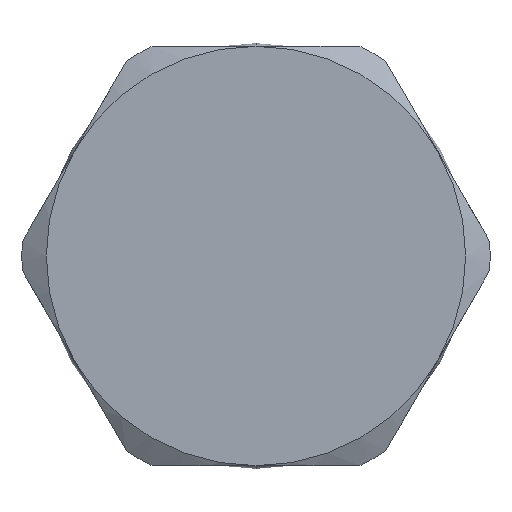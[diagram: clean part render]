
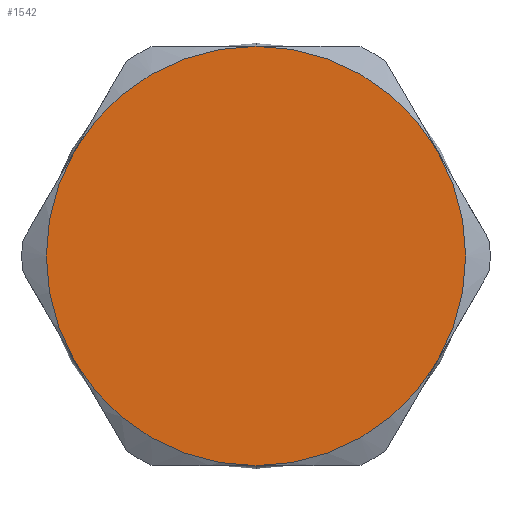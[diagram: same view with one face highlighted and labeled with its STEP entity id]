
A CAD part, left-side view. The second image highlights one B-rep face of the part: STEP entity #1542.
In plain terms, the highlighted planar face has unit normal (-1, 0, 0).
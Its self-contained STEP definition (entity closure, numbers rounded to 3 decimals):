
#10 = EDGE_CURVE ( 'NONE', #5007, #5471, #3161, .T. ) ;
#133 = AXIS2_PLACEMENT_3D ( 'NONE', #7356, #7344, #7327 ) ;
#254 = AXIS2_PLACEMENT_3D ( 'NONE', #4767, #4768, #4769 ) ;
#1542 = ADVANCED_FACE ( 'NONE', ( #7032 ), #6368, .F. ) ;
#2071 = CARTESIAN_POINT ( 'NONE',  ( 0., 9.622, 5.555 ) ) ;
#2077 = CARTESIAN_POINT ( 'NONE',  ( 0., -9.622, -5.555 ) ) ;
#2164 = CARTESIAN_POINT ( 'NONE',  ( 0., -9.622, 5.555 ) ) ;
#2226 = CARTESIAN_POINT ( 'NONE',  ( 0., 9.622, -5.555 ) ) ;
#2234 = CARTESIAN_POINT ( 'NONE',  ( 0., 0., -11.11 ) ) ;
#2314 = CARTESIAN_POINT ( 'NONE',  ( 0., 0., 11.11 ) ) ;
#2404 = CARTESIAN_POINT ( 'NONE',  ( 0., 0., 0. ) ) ;
#2405 = DIRECTION ( 'NONE',  ( -1., 0., 0. ) ) ;
#2406 = DIRECTION ( 'NONE',  ( 0., 0., 1. ) ) ;
#2407 = CARTESIAN_POINT ( 'NONE',  ( 0., 0., 0. ) ) ;
#2408 = DIRECTION ( 'NONE',  ( -1., 0., 0. ) ) ;
#2409 = DIRECTION ( 'NONE',  ( 0., 0., 1. ) ) ;
#2926 = EDGE_LOOP ( 'NONE', ( #5290, #5281, #5137, #5220, #5574, #5411 ) ) ;
#3161 = CIRCLE ( 'NONE', #133, 11.11 ) ;
#3698 = CARTESIAN_POINT ( 'NONE',  ( 0., 0., 0. ) ) ;
#3699 = DIRECTION ( 'NONE',  ( -1., 0., 0. ) ) ;
#3700 = DIRECTION ( 'NONE',  ( 0., 0., 1. ) ) ;
#3702 = CARTESIAN_POINT ( 'NONE',  ( 0., 0., 0. ) ) ;
#3703 = DIRECTION ( 'NONE',  ( -1., 0., 0. ) ) ;
#3704 = DIRECTION ( 'NONE',  ( 0., 0., 1. ) ) ;
#4767 = CARTESIAN_POINT ( 'NONE',  ( 0., 0., 0. ) ) ;
#4768 = DIRECTION ( 'NONE',  ( -1., 0., 0. ) ) ;
#4769 = DIRECTION ( 'NONE',  ( 0., 0., 1. ) ) ;
#5007 = VERTEX_POINT ( 'NONE', #2071 ) ;
#5030 = VERTEX_POINT ( 'NONE', #2077 ) ;
#5137 = ORIENTED_EDGE ( 'NONE', *, *, #8069, .T. ) ;
#5220 = ORIENTED_EDGE ( 'NONE', *, *, #7676, .T. ) ;
#5246 = VERTEX_POINT ( 'NONE', #2164 ) ;
#5281 = ORIENTED_EDGE ( 'NONE', *, *, #8068, .T. ) ;
#5290 = ORIENTED_EDGE ( 'NONE', *, *, #7408, .T. ) ;
#5411 = ORIENTED_EDGE ( 'NONE', *, *, #10, .T. ) ;
#5471 = VERTEX_POINT ( 'NONE', #2226 ) ;
#5484 = VERTEX_POINT ( 'NONE', #2234 ) ;
#5574 = ORIENTED_EDGE ( 'NONE', *, *, #7407, .T. ) ;
#5610 = VERTEX_POINT ( 'NONE', #2314 ) ;
#5822 = CIRCLE ( 'NONE', #254, 11.11 ) ;
#5981 = AXIS2_PLACEMENT_3D ( 'NONE', #2404, #2405, #2406 ) ;
#5982 = AXIS2_PLACEMENT_3D ( 'NONE', #2407, #2408, #2409 ) ;
#6044 = AXIS2_PLACEMENT_3D ( 'NONE', #6358, #6372, #6364 ) ;
#6117 = AXIS2_PLACEMENT_3D ( 'NONE', #3698, #3699, #3700 ) ;
#6156 = AXIS2_PLACEMENT_3D ( 'NONE', #3702, #3703, #3704 ) ;
#6358 = CARTESIAN_POINT ( 'NONE',  ( 0., 12.4, 0. ) ) ;
#6364 = DIRECTION ( 'NONE',  ( 0., 0., -1. ) ) ;
#6368 = PLANE ( 'NONE',  #6044 ) ;
#6372 = DIRECTION ( 'NONE',  ( 1., 0., 0. ) ) ;
#7032 = FACE_OUTER_BOUND ( 'NONE', #2926, .T. ) ;
#7052 = CIRCLE ( 'NONE', #5982, 11.11 ) ;
#7176 = CIRCLE ( 'NONE', #5981, 11.11 ) ;
#7244 = CIRCLE ( 'NONE', #6117, 11.11 ) ;
#7283 = CIRCLE ( 'NONE', #6156, 11.11 ) ;
#7327 = DIRECTION ( 'NONE',  ( 0., 0., 1. ) ) ;
#7344 = DIRECTION ( 'NONE',  ( -1., 0., 0. ) ) ;
#7356 = CARTESIAN_POINT ( 'NONE',  ( 0., 0., 0. ) ) ;
#7407 = EDGE_CURVE ( 'NONE', #5610, #5007, #7176, .T. ) ;
#7408 = EDGE_CURVE ( 'NONE', #5471, #5484, #7052, .T. ) ;
#7676 = EDGE_CURVE ( 'NONE', #5246, #5610, #5822, .T. ) ;
#8068 = EDGE_CURVE ( 'NONE', #5484, #5030, #7244, .T. ) ;
#8069 = EDGE_CURVE ( 'NONE', #5030, #5246, #7283, .T. ) ;
